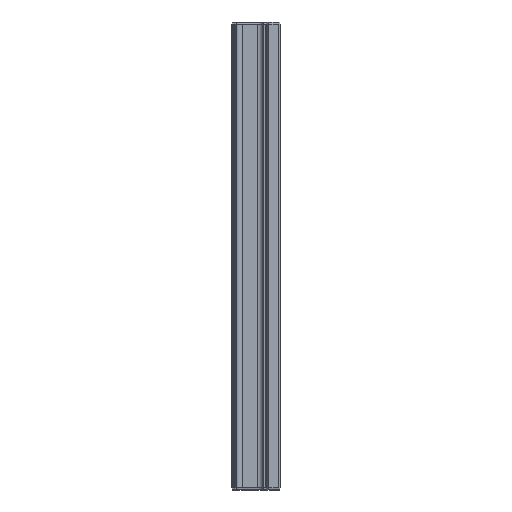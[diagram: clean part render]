
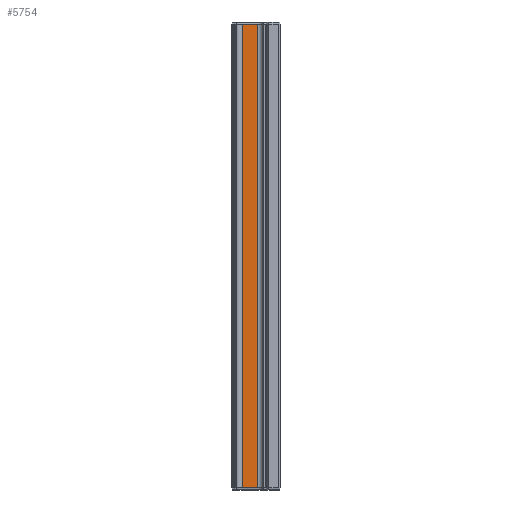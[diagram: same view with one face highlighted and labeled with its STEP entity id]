
A CAD part, left-side view. The second image highlights one B-rep face of the part: STEP entity #5754.
In plain terms, the highlighted planar face has unit normal (-1, 0, 0).
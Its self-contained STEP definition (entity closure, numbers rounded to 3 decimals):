
#1107 = ORIENTED_EDGE ( 'NONE', *, *, #5724, .T. ) ;
#1108 = ORIENTED_EDGE ( 'NONE', *, *, #5722, .F. ) ;
#1109 = ORIENTED_EDGE ( 'NONE', *, *, #5720, .T. ) ;
#1110 = ORIENTED_EDGE ( 'NONE', *, *, #5716, .T. ) ;
#1834 = EDGE_LOOP ( 'NONE', ( #1110, #1109, #1108, #1107 ) ) ;
#3993 = CARTESIAN_POINT ( 'NONE',  ( -18.21, 21.068, 438. ) ) ;
#4002 = CARTESIAN_POINT ( 'NONE',  ( -18.21, 35.932, 438. ) ) ;
#4021 = CARTESIAN_POINT ( 'NONE',  ( -18.21, 21.068, 2. ) ) ;
#4035 = CARTESIAN_POINT ( 'NONE',  ( -18.21, 35.932, 2. ) ) ;
#5042 = DIRECTION ( 'NONE',  ( 0., 0., -1. ) ) ;
#5069 = DIRECTION ( 'NONE',  ( 1., 0., 0. ) ) ;
#5212 = DIRECTION ( 'NONE',  ( 0., 0., -1. ) ) ;
#5302 = PLANE ( 'NONE',  #7656 ) ;
#5401 = DIRECTION ( 'NONE',  ( 0., -1., 0. ) ) ;
#5455 = CARTESIAN_POINT ( 'NONE',  ( -18.21, 21.068, 2. ) ) ;
#5474 = DIRECTION ( 'NONE',  ( 0., 0., -1. ) ) ;
#5716 = EDGE_CURVE ( 'NONE', #7479, #7563, #7863, .T. ) ;
#5720 = EDGE_CURVE ( 'NONE', #7563, #7552, #7852, .T. ) ;
#5722 = EDGE_CURVE ( 'NONE', #7532, #7552, #7849, .T. ) ;
#5724 = EDGE_CURVE ( 'NONE', #7532, #7479, #7841, .T. ) ;
#5754 = ADVANCED_FACE ( 'NONE', ( #7786 ), #5302, .F. ) ;
#5895 = DIRECTION ( 'NONE',  ( 0., 1., 0. ) ) ;
#5969 = CARTESIAN_POINT ( 'NONE',  ( -18.21, 35.932, 440. ) ) ;
#6258 = CARTESIAN_POINT ( 'NONE',  ( -18.21, 35.932, 440. ) ) ;
#6336 = CARTESIAN_POINT ( 'NONE',  ( -18.21, 21.068, 440. ) ) ;
#6340 = CARTESIAN_POINT ( 'NONE',  ( -18.21, 35.932, 438. ) ) ;
#7479 = VERTEX_POINT ( 'NONE', #4002 ) ;
#7532 = VERTEX_POINT ( 'NONE', #3993 ) ;
#7552 = VERTEX_POINT ( 'NONE', #4021 ) ;
#7563 = VERTEX_POINT ( 'NONE', #4035 ) ;
#7656 = AXIS2_PLACEMENT_3D ( 'NONE', #5969, #5069, #5042 ) ;
#7786 = FACE_OUTER_BOUND ( 'NONE', #1834, .T. ) ;
#7839 = VECTOR ( 'NONE', #5895, 1000. ) ;
#7841 = LINE ( 'NONE', #6340, #7839 ) ;
#7845 = VECTOR ( 'NONE', #5212, 1000. ) ;
#7849 = LINE ( 'NONE', #6336, #7845 ) ;
#7851 = VECTOR ( 'NONE', #5401, 1000. ) ;
#7852 = LINE ( 'NONE', #5455, #7851 ) ;
#7860 = VECTOR ( 'NONE', #5474, 1000. ) ;
#7863 = LINE ( 'NONE', #6258, #7860 ) ;
